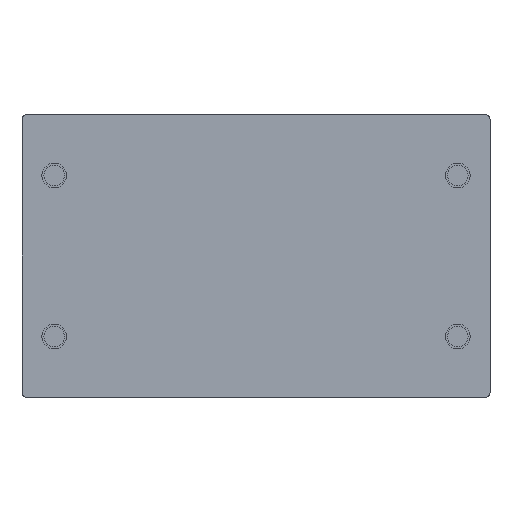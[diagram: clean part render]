
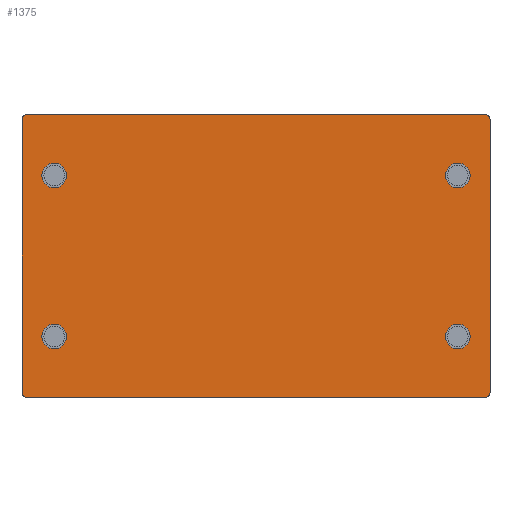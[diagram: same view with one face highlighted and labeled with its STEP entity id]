
A CAD part, front view. The second image highlights one B-rep face of the part: STEP entity #1375.
In plain terms, the highlighted planar face has unit normal (0, -1, 0).
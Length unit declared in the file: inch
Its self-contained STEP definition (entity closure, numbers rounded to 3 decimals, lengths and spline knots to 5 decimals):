
#11 = VERTEX_POINT ( 'NONE', #1048 ) ;
#27 = CARTESIAN_POINT ( 'NONE',  ( -8.38583, 0., -5. ) ) ;
#97 = EDGE_LOOP ( 'NONE', ( #6712, #2525 ) ) ;
#169 = LINE ( 'NONE', #405, #990 ) ;
#277 = CARTESIAN_POINT ( 'NONE',  ( -7.40157, 0., 2.95276 ) ) ;
#346 = VERTEX_POINT ( 'NONE', #4470 ) ;
#405 = CARTESIAN_POINT ( 'NONE',  ( -8.58268, 0., 5.19685 ) ) ;
#462 = VERTEX_POINT ( 'NONE', #6227 ) ;
#470 = CARTESIAN_POINT ( 'NONE',  ( 7.40157, 0., -2.5 ) ) ;
#484 = CARTESIAN_POINT ( 'NONE',  ( 7.40157, 0., -2.95276 ) ) ;
#491 = VERTEX_POINT ( 'NONE', #470 ) ;
#494 = ORIENTED_EDGE ( 'NONE', *, *, #4449, .T. ) ;
#511 = VERTEX_POINT ( 'NONE', #2024 ) ;
#525 = CARTESIAN_POINT ( 'NONE',  ( -7.40157, 0., -3.40551 ) ) ;
#579 = DIRECTION ( 'NONE',  ( 0., 0., -1. ) ) ;
#605 = DIRECTION ( 'NONE',  ( 0., 1., 0. ) ) ;
#670 = CIRCLE ( 'NONE', #1472, 0.45276 ) ;
#689 = VECTOR ( 'NONE', #1712, 39.37008 ) ;
#714 = EDGE_CURVE ( 'NONE', #3959, #511, #5559, .T. ) ;
#776 = ORIENTED_EDGE ( 'NONE', *, *, #5672, .T. ) ;
#780 = CIRCLE ( 'NONE', #5825, 0.45276 ) ;
#810 = ORIENTED_EDGE ( 'NONE', *, *, #4502, .T. ) ;
#811 = CARTESIAN_POINT ( 'NONE',  ( 7.40157, 0., 2.95276 ) ) ;
#910 = CIRCLE ( 'NONE', #4715, 0.19685 ) ;
#929 = ORIENTED_EDGE ( 'NONE', *, *, #2014, .T. ) ;
#983 = CIRCLE ( 'NONE', #1610, 0.19685 ) ;
#990 = VECTOR ( 'NONE', #4130, 39.37008 ) ;
#1034 = DIRECTION ( 'NONE',  ( 0., 0., -1. ) ) ;
#1036 = CIRCLE ( 'NONE', #1763, 0.45276 ) ;
#1039 = EDGE_LOOP ( 'NONE', ( #4194, #494, #2596, #929, #3262, #776, #3616, #2540 ) ) ;
#1048 = CARTESIAN_POINT ( 'NONE',  ( -7.40157, 0., 3.40551 ) ) ;
#1053 = DIRECTION ( 'NONE',  ( 0., -1., 0. ) ) ;
#1128 = VERTEX_POINT ( 'NONE', #4929 ) ;
#1163 = AXIS2_PLACEMENT_3D ( 'NONE', #1503, #5159, #4700 ) ;
#1185 = EDGE_CURVE ( 'NONE', #5450, #1128, #169, .T. ) ;
#1208 = CIRCLE ( 'NONE', #3440, 0.19685 ) ;
#1269 = DIRECTION ( 'NONE',  ( 0., 1., 0. ) ) ;
#1375 = ADVANCED_FACE ( 'NONE', ( #4647, #1718, #6459, #2519, #5470 ), #2508, .T. ) ;
#1447 = DIRECTION ( 'NONE',  ( 0., 0., -1. ) ) ;
#1469 = CIRCLE ( 'NONE', #3956, 0.45276 ) ;
#1472 = AXIS2_PLACEMENT_3D ( 'NONE', #484, #5221, #2068 ) ;
#1501 = AXIS2_PLACEMENT_3D ( 'NONE', #5432, #1269, #5915 ) ;
#1503 = CARTESIAN_POINT ( 'NONE',  ( -8.38583, 0., 5. ) ) ;
#1519 = CARTESIAN_POINT ( 'NONE',  ( 8.38583, 0., 5. ) ) ;
#1533 = EDGE_CURVE ( 'NONE', #2893, #6050, #6532, .T. ) ;
#1610 = AXIS2_PLACEMENT_3D ( 'NONE', #2535, #3046, #2583 ) ;
#1712 = DIRECTION ( 'NONE',  ( 1., 0., 0. ) ) ;
#1718 = FACE_BOUND ( 'NONE', #3410, .T. ) ;
#1763 = AXIS2_PLACEMENT_3D ( 'NONE', #6439, #5301, #2170 ) ;
#1770 = LINE ( 'NONE', #2486, #6168 ) ;
#1782 = DIRECTION ( 'NONE',  ( 0., 0., 1. ) ) ;
#1825 = EDGE_CURVE ( 'NONE', #346, #462, #2316, .T. ) ;
#1962 = CARTESIAN_POINT ( 'NONE',  ( -7.40157, 0., 2.5 ) ) ;
#2014 = EDGE_CURVE ( 'NONE', #3959, #1128, #2149, .T. ) ;
#2024 = CARTESIAN_POINT ( 'NONE',  ( 8.38583, 0., 5.19685 ) ) ;
#2068 = DIRECTION ( 'NONE',  ( 0., 0., 1. ) ) ;
#2079 = VERTEX_POINT ( 'NONE', #4166 ) ;
#2085 = CARTESIAN_POINT ( 'NONE',  ( 8.58268, 0., 5.19685 ) ) ;
#2103 = AXIS2_PLACEMENT_3D ( 'NONE', #4843, #5368, #3268 ) ;
#2105 = EDGE_CURVE ( 'NONE', #5151, #5780, #780, .T. ) ;
#2116 = ORIENTED_EDGE ( 'NONE', *, *, #3275, .T. ) ;
#2149 = CIRCLE ( 'NONE', #1163, 0.19685 ) ;
#2160 = CARTESIAN_POINT ( 'NONE',  ( -7.40157, 0., -2.95276 ) ) ;
#2170 = DIRECTION ( 'NONE',  ( 0., 0., 1. ) ) ;
#2268 = DIRECTION ( 'NONE',  ( 0., 1., 0. ) ) ;
#2316 = CIRCLE ( 'NONE', #1501, 0.45276 ) ;
#2486 = CARTESIAN_POINT ( 'NONE',  ( -8.58268, 0., -5.19685 ) ) ;
#2508 = PLANE ( 'NONE',  #6090 ) ;
#2519 = FACE_BOUND ( 'NONE', #2773, .T. ) ;
#2525 = ORIENTED_EDGE ( 'NONE', *, *, #4115, .T. ) ;
#2535 = CARTESIAN_POINT ( 'NONE',  ( 8.38583, 0., -5. ) ) ;
#2540 = ORIENTED_EDGE ( 'NONE', *, *, #3556, .T. ) ;
#2542 = ORIENTED_EDGE ( 'NONE', *, *, #2105, .T. ) ;
#2583 = DIRECTION ( 'NONE',  ( 0., 0., -1. ) ) ;
#2596 = ORIENTED_EDGE ( 'NONE', *, *, #714, .F. ) ;
#2605 = CARTESIAN_POINT ( 'NONE',  ( -7.40157, 0., -2.5 ) ) ;
#2742 = CARTESIAN_POINT ( 'NONE',  ( 7.40157, 0., -3.40551 ) ) ;
#2773 = EDGE_LOOP ( 'NONE', ( #2116, #6270 ) ) ;
#2833 = DIRECTION ( 'NONE',  ( 0., 1., 0. ) ) ;
#2893 = VERTEX_POINT ( 'NONE', #4048 ) ;
#3043 = DIRECTION ( 'NONE',  ( 0., -1., 0. ) ) ;
#3046 = DIRECTION ( 'NONE',  ( 0., -1., 0. ) ) ;
#3262 = ORIENTED_EDGE ( 'NONE', *, *, #1185, .F. ) ;
#3268 = DIRECTION ( 'NONE',  ( 0., 0., 1. ) ) ;
#3275 = EDGE_CURVE ( 'NONE', #462, #346, #1469, .T. ) ;
#3311 = CARTESIAN_POINT ( 'NONE',  ( -8.58268, 0., 5.19685 ) ) ;
#3374 = DIRECTION ( 'NONE',  ( 0., 1., 0. ) ) ;
#3410 = EDGE_LOOP ( 'NONE', ( #810, #2542 ) ) ;
#3440 = AXIS2_PLACEMENT_3D ( 'NONE', #27, #1053, #579 ) ;
#3473 = AXIS2_PLACEMENT_3D ( 'NONE', #277, #2833, #4400 ) ;
#3554 = DIRECTION ( 'NONE',  ( -1., 0., 0. ) ) ;
#3556 = EDGE_CURVE ( 'NONE', #4405, #6050, #983, .T. ) ;
#3571 = EDGE_CURVE ( 'NONE', #4668, #491, #670, .T. ) ;
#3616 = ORIENTED_EDGE ( 'NONE', *, *, #6253, .F. ) ;
#3956 = AXIS2_PLACEMENT_3D ( 'NONE', #811, #3374, #1782 ) ;
#3959 = VERTEX_POINT ( 'NONE', #5299 ) ;
#3976 = CARTESIAN_POINT ( 'NONE',  ( -8.58268, 0., -5. ) ) ;
#4048 = CARTESIAN_POINT ( 'NONE',  ( 8.58268, 0., 5. ) ) ;
#4115 = EDGE_CURVE ( 'NONE', #4351, #11, #4996, .T. ) ;
#4130 = DIRECTION ( 'NONE',  ( 0., 0., 1. ) ) ;
#4156 = DIRECTION ( 'NONE',  ( 0., 0., -1. ) ) ;
#4166 = CARTESIAN_POINT ( 'NONE',  ( -8.38583, 0., -5.19685 ) ) ;
#4194 = ORIENTED_EDGE ( 'NONE', *, *, #1533, .F. ) ;
#4277 = DIRECTION ( 'NONE',  ( 0., 0., 1. ) ) ;
#4351 = VERTEX_POINT ( 'NONE', #1962 ) ;
#4400 = DIRECTION ( 'NONE',  ( 0., 0., 1. ) ) ;
#4405 = VERTEX_POINT ( 'NONE', #6760 ) ;
#4449 = EDGE_CURVE ( 'NONE', #2893, #511, #910, .T. ) ;
#4470 = CARTESIAN_POINT ( 'NONE',  ( 7.40157, 0., 2.5 ) ) ;
#4502 = EDGE_CURVE ( 'NONE', #5780, #5151, #6286, .T. ) ;
#4647 = FACE_BOUND ( 'NONE', #5719, .T. ) ;
#4662 = CARTESIAN_POINT ( 'NONE',  ( 0., 0., 0. ) ) ;
#4668 = VERTEX_POINT ( 'NONE', #2742 ) ;
#4700 = DIRECTION ( 'NONE',  ( 0., 0., -1. ) ) ;
#4715 = AXIS2_PLACEMENT_3D ( 'NONE', #1519, #5181, #1034 ) ;
#4784 = CARTESIAN_POINT ( 'NONE',  ( -7.40157, 0., -2.95276 ) ) ;
#4800 = AXIS2_PLACEMENT_3D ( 'NONE', #2160, #605, #4277 ) ;
#4803 = DIRECTION ( 'NONE',  ( 0., 0., 1. ) ) ;
#4843 = CARTESIAN_POINT ( 'NONE',  ( 7.40157, 0., -2.95276 ) ) ;
#4929 = CARTESIAN_POINT ( 'NONE',  ( -8.58268, 0., 5. ) ) ;
#4996 = CIRCLE ( 'NONE', #3473, 0.45276 ) ;
#5037 = CIRCLE ( 'NONE', #2103, 0.45276 ) ;
#5080 = CARTESIAN_POINT ( 'NONE',  ( 8.58268, 0., -5. ) ) ;
#5151 = VERTEX_POINT ( 'NONE', #525 ) ;
#5159 = DIRECTION ( 'NONE',  ( 0., -1., 0. ) ) ;
#5181 = DIRECTION ( 'NONE',  ( 0., -1., 0. ) ) ;
#5221 = DIRECTION ( 'NONE',  ( 0., 1., 0. ) ) ;
#5299 = CARTESIAN_POINT ( 'NONE',  ( -8.38583, 0., 5.19685 ) ) ;
#5301 = DIRECTION ( 'NONE',  ( 0., 1., 0. ) ) ;
#5368 = DIRECTION ( 'NONE',  ( 0., 1., 0. ) ) ;
#5432 = CARTESIAN_POINT ( 'NONE',  ( 7.40157, 0., 2.95276 ) ) ;
#5450 = VERTEX_POINT ( 'NONE', #3976 ) ;
#5470 = FACE_OUTER_BOUND ( 'NONE', #1039, .T. ) ;
#5476 = ORIENTED_EDGE ( 'NONE', *, *, #3571, .T. ) ;
#5559 = LINE ( 'NONE', #3311, #689 ) ;
#5672 = EDGE_CURVE ( 'NONE', #5450, #2079, #1208, .T. ) ;
#5719 = EDGE_LOOP ( 'NONE', ( #6335, #5476 ) ) ;
#5780 = VERTEX_POINT ( 'NONE', #2605 ) ;
#5825 = AXIS2_PLACEMENT_3D ( 'NONE', #4784, #2268, #4803 ) ;
#5915 = DIRECTION ( 'NONE',  ( 0., 0., 1. ) ) ;
#6037 = VECTOR ( 'NONE', #4156, 39.37008 ) ;
#6050 = VERTEX_POINT ( 'NONE', #5080 ) ;
#6090 = AXIS2_PLACEMENT_3D ( 'NONE', #4662, #3043, #1447 ) ;
#6168 = VECTOR ( 'NONE', #3554, 39.37008 ) ;
#6227 = CARTESIAN_POINT ( 'NONE',  ( 7.40157, 0., 3.40551 ) ) ;
#6253 = EDGE_CURVE ( 'NONE', #4405, #2079, #1770, .T. ) ;
#6270 = ORIENTED_EDGE ( 'NONE', *, *, #1825, .T. ) ;
#6286 = CIRCLE ( 'NONE', #4800, 0.45276 ) ;
#6335 = ORIENTED_EDGE ( 'NONE', *, *, #6502, .T. ) ;
#6439 = CARTESIAN_POINT ( 'NONE',  ( -7.40157, 0., 2.95276 ) ) ;
#6459 = FACE_BOUND ( 'NONE', #97, .T. ) ;
#6479 = EDGE_CURVE ( 'NONE', #11, #4351, #1036, .T. ) ;
#6502 = EDGE_CURVE ( 'NONE', #491, #4668, #5037, .T. ) ;
#6532 = LINE ( 'NONE', #2085, #6037 ) ;
#6712 = ORIENTED_EDGE ( 'NONE', *, *, #6479, .T. ) ;
#6760 = CARTESIAN_POINT ( 'NONE',  ( 8.38583, 0., -5.19685 ) ) ;
